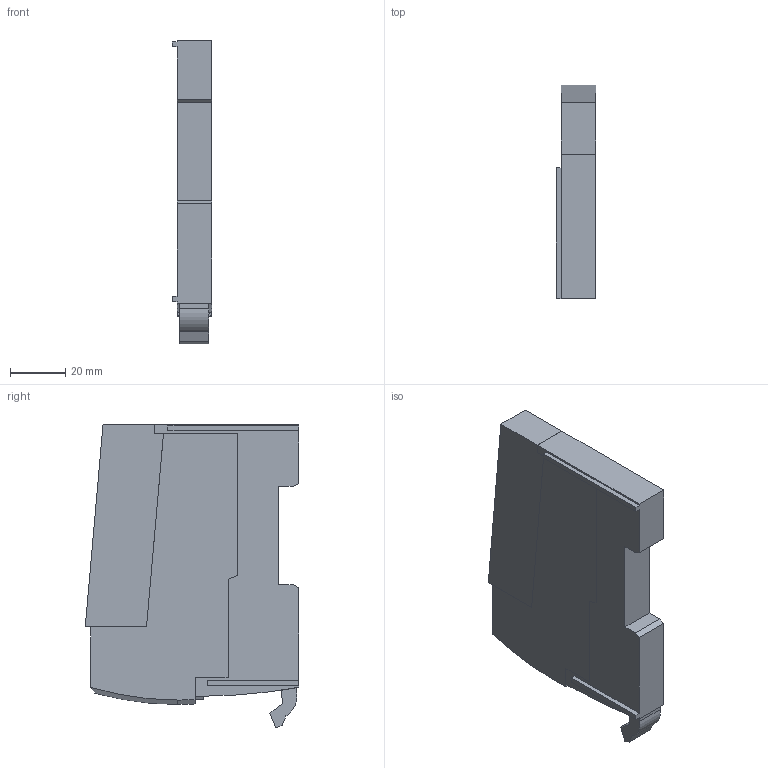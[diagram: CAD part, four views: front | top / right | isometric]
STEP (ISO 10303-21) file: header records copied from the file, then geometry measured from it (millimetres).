
FILE_DESCRIPTION(('STEP AP242'),'1');
FILE_NAME('module_tm5sdo8ta.stp','2022-01-04T21:38:09',('TraceParts'),('TraceParts S.A.'),'Spatial InterOp 3D',' ',' ');
FILE_SCHEMA(('AP242_MANAGED_MODEL_BASED_3D_ENGINEERING_MIM_LF {1 0 10303 442 1 1 4}'));
Length unit declared in the file: millimetre
Products named in the file (1): module_tm5sdo8ta_1
Bounding box: 14.2 x 77.05 x 109.63 mm (x, y, z)
Volume: 88729.4 mm3; surface area: 25095.1 mm2
Topology: 4 solids, 4 shells, 63 faces, 162 edges, 107 vertices
Faces by surface type: plane 56, cone 4, cylinder 3
Entity records: 1923 total; most frequent: CARTESIAN_POINT 356, ORIENTED_EDGE 324, DIRECTION 304, EDGE_CURVE 162, LINE 146, VECTOR 146, VERTEX_POINT 107, AXIS2_PLACEMENT_3D 79
